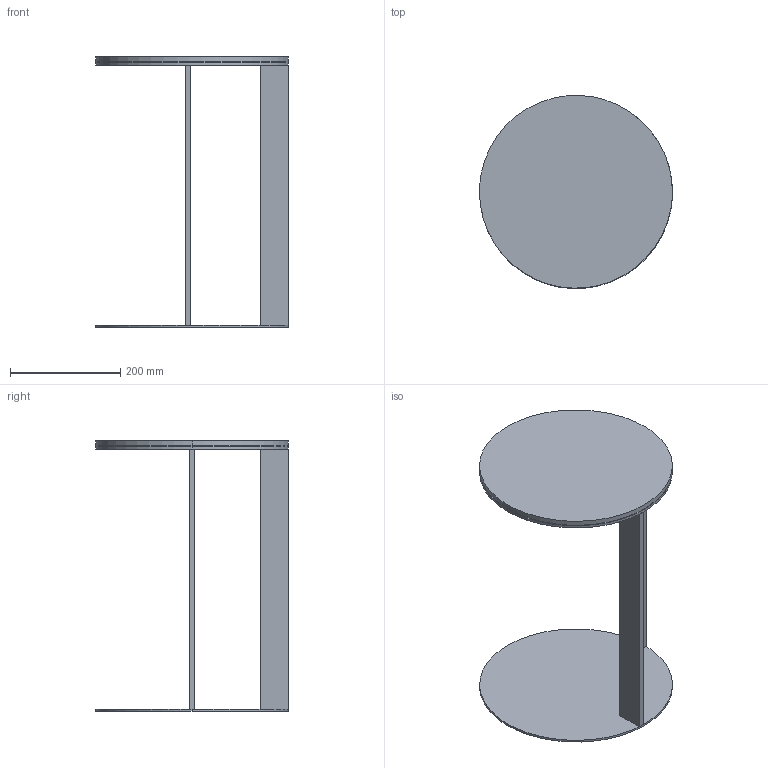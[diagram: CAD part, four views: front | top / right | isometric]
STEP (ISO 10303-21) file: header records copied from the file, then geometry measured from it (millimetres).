
FILE_DESCRIPTION(/* description */ (''),/* implementation_level */ '2;1');
FILE_NAME(/* name */ 'tav. 07',/* time_stamp */ '2013-07-22T16:14:01+02:00',/* author */ (''),/* organization */ (''),/* preprocessor_version */ 'ST-DEVELOPER v10',/* originating_system */ '',/* authorisation */ '');
FILE_SCHEMA (('CONFIG_CONTROL_DESIGN'));
Length unit declared in the file: millimetre
Products named in the file (1): 1
Bounding box: 350.25 x 350.01 x 491 mm (x, y, z)
Volume: 2205709.8 mm3; surface area: 712512.4 mm2
Topology: 5 solids, 5 shells, 24 faces, 42 edges, 28 vertices
Faces by surface type: bspline 24
Entity records: 655 total; most frequent: CARTESIAN_POINT 282, ORIENTED_EDGE 84, EDGE_CURVE 42, B_SPLINE_CURVE_WITH_KNOTS 29, VERTEX_POINT 28, ADVANCED_FACE 24, FACE_OUTER_BOUND 24, EDGE_LOOP 24
